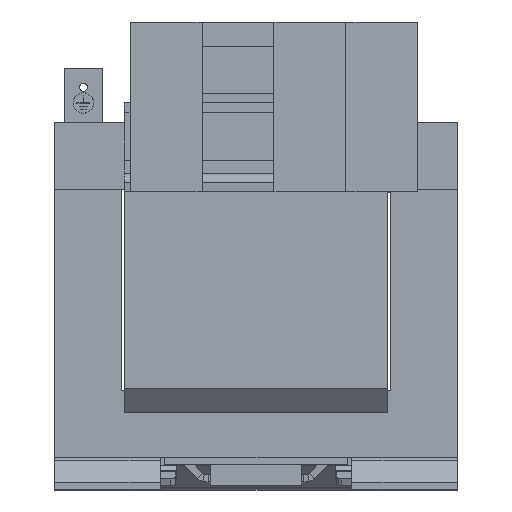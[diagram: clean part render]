
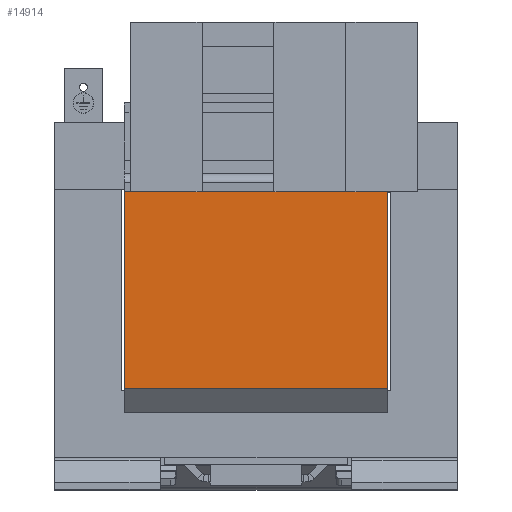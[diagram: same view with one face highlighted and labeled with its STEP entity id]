
A CAD part, top view. The second image highlights one B-rep face of the part: STEP entity #14914.
In plain terms, the highlighted planar face has unit normal (0, 0, 1).
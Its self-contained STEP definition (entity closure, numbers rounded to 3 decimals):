
#30 = LINE ( 'NONE', #8896, #11641 ) ;
#930 = LINE ( 'NONE', #12090, #17171 ) ;
#1437 = CARTESIAN_POINT ( 'NONE',  ( 27.5, 20.55, 38.35 ) ) ;
#2504 = ORIENTED_EDGE ( 'NONE', *, *, #11230, .T. ) ;
#3676 = PLANE ( 'NONE',  #16790 ) ;
#4079 = VECTOR ( 'NONE', #5738, 1000. ) ;
#4286 = VERTEX_POINT ( 'NONE', #12330 ) ;
#4315 = CARTESIAN_POINT ( 'NONE',  ( -27.5, 20.55, 38.35 ) ) ;
#4328 = LINE ( 'NONE', #4315, #4079 ) ;
#4611 = EDGE_LOOP ( 'NONE', ( #5953, #9775, #11840, #2504 ) ) ;
#4926 = EDGE_CURVE ( 'NONE', #17417, #4286, #4328, .T. ) ;
#5597 = DIRECTION ( 'NONE',  ( -1., 0., 0. ) ) ;
#5738 = DIRECTION ( 'NONE',  ( 0., -1., 0. ) ) ;
#5953 = ORIENTED_EDGE ( 'NONE', *, *, #4926, .T. ) ;
#6693 = FACE_OUTER_BOUND ( 'NONE', #4611, .T. ) ;
#6984 = CARTESIAN_POINT ( 'NONE',  ( 27.5, 20.55, 38.35 ) ) ;
#7185 = CARTESIAN_POINT ( 'NONE',  ( 27.5, -20.55, 38.35 ) ) ;
#8106 = EDGE_CURVE ( 'NONE', #15573, #13316, #30, .T. ) ;
#8896 = CARTESIAN_POINT ( 'NONE',  ( 27.5, 20.55, 38.35 ) ) ;
#9775 = ORIENTED_EDGE ( 'NONE', *, *, #15932, .F. ) ;
#10164 = DIRECTION ( 'NONE',  ( 0., 0., -1. ) ) ;
#11230 = EDGE_CURVE ( 'NONE', #15573, #17417, #930, .T. ) ;
#11641 = VECTOR ( 'NONE', #20289, 1000. ) ;
#11807 = CARTESIAN_POINT ( 'NONE',  ( -27.5, 20.55, 38.35 ) ) ;
#11840 = ORIENTED_EDGE ( 'NONE', *, *, #8106, .F. ) ;
#12090 = CARTESIAN_POINT ( 'NONE',  ( 27.5, 20.55, 38.35 ) ) ;
#12330 = CARTESIAN_POINT ( 'NONE',  ( -27.5, -20.55, 38.35 ) ) ;
#13316 = VERTEX_POINT ( 'NONE', #16939 ) ;
#13688 = VECTOR ( 'NONE', #5597, 1000. ) ;
#14914 = ADVANCED_FACE ( 'NONE', ( #6693 ), #3676, .F. ) ;
#15412 = DIRECTION ( 'NONE',  ( -1., 0., 0. ) ) ;
#15573 = VERTEX_POINT ( 'NONE', #1437 ) ;
#15932 = EDGE_CURVE ( 'NONE', #13316, #4286, #18048, .T. ) ;
#16562 = DIRECTION ( 'NONE',  ( -1., 0., 0. ) ) ;
#16790 = AXIS2_PLACEMENT_3D ( 'NONE', #6984, #10164, #16562 ) ;
#16939 = CARTESIAN_POINT ( 'NONE',  ( 27.5, -20.55, 38.35 ) ) ;
#17171 = VECTOR ( 'NONE', #15412, 1000. ) ;
#17417 = VERTEX_POINT ( 'NONE', #11807 ) ;
#18048 = LINE ( 'NONE', #7185, #13688 ) ;
#20289 = DIRECTION ( 'NONE',  ( 0., -1., 0. ) ) ;
